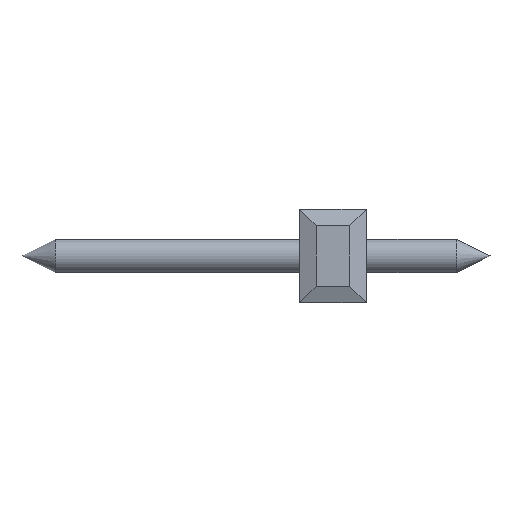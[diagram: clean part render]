
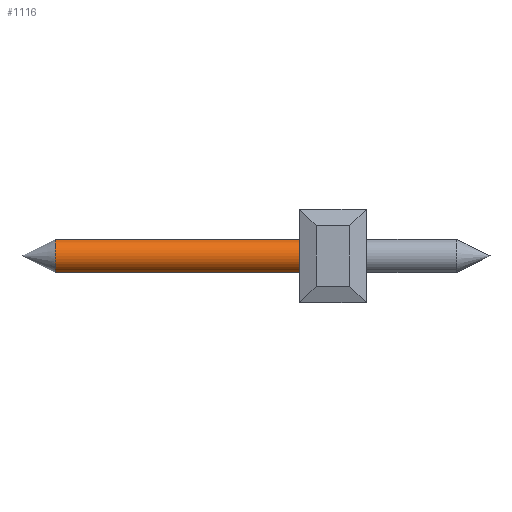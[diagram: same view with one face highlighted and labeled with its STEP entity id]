
A CAD part, left-side view. The second image highlights one B-rep face of the part: STEP entity #1116.
In plain terms, the highlighted cylindrical face has radius 0.5 mm (diameter 1 mm), a full revolution.
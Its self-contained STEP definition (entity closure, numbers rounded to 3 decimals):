
#1116 = ADVANCED_FACE( '', ( #2377, #2378 ), #2379, .T. );
#2377 = FACE_OUTER_BOUND( '', #3728, .T. );
#2378 = FACE_OUTER_BOUND( '', #3729, .T. );
#2379 = CYLINDRICAL_SURFACE( '', #3730, 0.5 );
#3728 = EDGE_LOOP( '', ( #6806 ) );
#3729 = EDGE_LOOP( '', ( #6807 ) );
#3730 = AXIS2_PLACEMENT_3D( '', #6808, #6809, #6810 );
#6806 = ORIENTED_EDGE( '', *, *, #7796, .F. );
#6807 = ORIENTED_EDGE( '', *, *, #8220, .T. );
#6808 = CARTESIAN_POINT( '', ( 168.185, 131.078, 71.3 ) );
#6809 = DIRECTION( '', ( 0., 1., 0. ) );
#6810 = DIRECTION( '', ( 1., 0., 0. ) );
#7796 = EDGE_CURVE( '', #9345, #9345, #9346, .F. );
#8220 = EDGE_CURVE( '', #9979, #9979, #9980, .F. );
#9345 = VERTEX_POINT( '', #11419 );
#9346 = CIRCLE( '', #11420, 0.5 );
#9979 = VERTEX_POINT( '', #12345 );
#9980 = CIRCLE( '', #12346, 0.5 );
#11419 = CARTESIAN_POINT( '', ( 167.685, 122.578, 71.3 ) );
#11420 = AXIS2_PLACEMENT_3D( '', #13646, #13647, #13648 );
#12345 = CARTESIAN_POINT( '', ( 167.685, 130.078, 71.3 ) );
#12346 = AXIS2_PLACEMENT_3D( '', #14022, #14023, #14024 );
#13646 = CARTESIAN_POINT( '', ( 168.185, 122.578, 71.3 ) );
#13647 = DIRECTION( '', ( 0., 1., 0. ) );
#13648 = DIRECTION( '', ( -1., 0., 0. ) );
#14022 = CARTESIAN_POINT( '', ( 168.185, 130.078, 71.3 ) );
#14023 = DIRECTION( '', ( 0., 1., 0. ) );
#14024 = DIRECTION( '', ( -1., 0., 0. ) );
